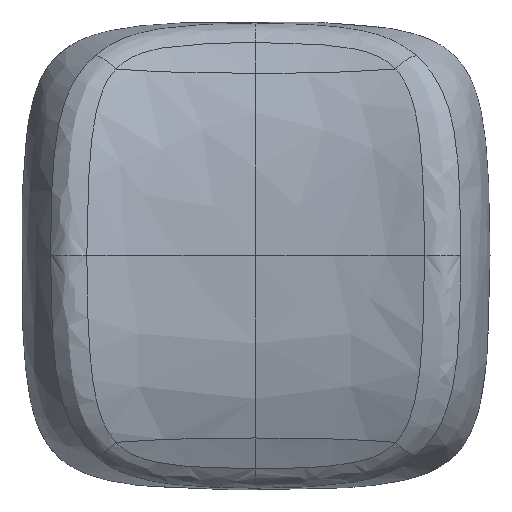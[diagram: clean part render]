
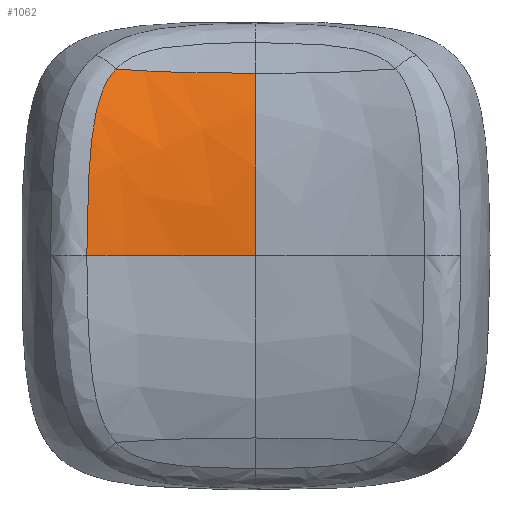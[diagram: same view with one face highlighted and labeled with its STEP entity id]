
A CAD part, top view. The second image highlights one B-rep face of the part: STEP entity #1062.
In plain terms, the highlighted free-form (B-spline) face has degree [3, 3] with [5, 6] control points.
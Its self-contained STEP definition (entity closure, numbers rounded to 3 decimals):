
#15=(
BOUNDED_CURVE()
B_SPLINE_CURVE(5,(#13194,#13195,#13196,#13197,#13198,#13199,#13200,#13201,
#13202),.UNSPECIFIED.,.F.,.F.)
B_SPLINE_CURVE_WITH_KNOTS((6,1,1,1,6),(-1.,-0.8,-0.6,-0.4,
-0.39),.UNSPECIFIED.)
CURVE()
GEOMETRIC_REPRESENTATION_ITEM()
RATIONAL_B_SPLINE_CURVE((1.,1.,1.,1.,1.,1.,1.,1.,1.))
REPRESENTATION_ITEM('')
);
#16=(
BOUNDED_CURVE()
B_SPLINE_CURVE(5,(#13238,#13239,#13240,#13241,#13242,#13243,#13244,#13245,
#13246,#13247),.UNSPECIFIED.,.F.,.F.)
B_SPLINE_CURVE_WITH_KNOTS((6,1,1,1,1,6),(0.176,0.2,0.4,0.6,
0.8,1.),.UNSPECIFIED.)
CURVE()
GEOMETRIC_REPRESENTATION_ITEM()
RATIONAL_B_SPLINE_CURVE((1.,1.,1.,1.,1.,1.,1.,1.,1.,1.))
REPRESENTATION_ITEM('')
);
#46=B_SPLINE_CURVE_WITH_KNOTS('',3,(#12951,#12952,#12953,#12954,#12955,
#12956,#12957),.UNSPECIFIED.,.F.,.F.,(4,1,1,1,4),(0.,0.307,0.511,
0.613,0.715),.UNSPECIFIED.);
#53=B_SPLINE_CURVE_WITH_KNOTS('',3,(#13248,#13249,#13250,#13251,#13252,
#13253),.UNSPECIFIED.,.F.,.F.,(4,1,1,4),(0.,0.429,
0.714,1.),.UNSPECIFIED.);
#73=B_SPLINE_SURFACE_WITH_KNOTS('',3,3,((#13207,#13208,#13209,#13210,#13211,
#13212),(#13213,#13214,#13215,#13216,#13217,#13218),(#13219,#13220,#13221,
#13222,#13223,#13224),(#13225,#13226,#13227,#13228,#13229,#13230),(#13231,
#13232,#13233,#13234,#13235,#13236)),.UNSPECIFIED.,.F.,.F.,.F.,(4,1,4),
(4,1,1,4),(-1.,-0.647,-0.176),(0.,
0.429,0.714,1.),.UNSPECIFIED.);
#181=FACE_OUTER_BOUND('',#253,.T.);
#253=EDGE_LOOP('',(#958,#959,#960,#961));
#518=VERTEX_POINT('',#12904);
#519=VERTEX_POINT('',#12949);
#524=VERTEX_POINT('',#13193);
#525=VERTEX_POINT('',#13237);
#659=EDGE_CURVE('',#518,#519,#46,.T.);
#669=EDGE_CURVE('',#524,#519,#15,.T.);
#671=EDGE_CURVE('',#518,#525,#16,.T.);
#672=EDGE_CURVE('',#525,#524,#53,.T.);
#958=ORIENTED_EDGE('',*,*,#659,.F.);
#959=ORIENTED_EDGE('',*,*,#671,.T.);
#960=ORIENTED_EDGE('',*,*,#672,.T.);
#961=ORIENTED_EDGE('',*,*,#669,.T.);
#1062=ADVANCED_FACE('',(#181),#73,.F.);
#12904=CARTESIAN_POINT('',(-6.484,0.,5.536));
#12949=CARTESIAN_POINT('',(-5.372,7.167,4.215));
#12951=CARTESIAN_POINT('Ctrl Pts',(-6.484,0.,
5.536));
#12952=CARTESIAN_POINT('Ctrl Pts',(-6.484,1.045,5.536));
#12953=CARTESIAN_POINT('Ctrl Pts',(-6.451,2.802,5.487));
#12954=CARTESIAN_POINT('Ctrl Pts',(-6.275,4.973,5.121));
#12955=CARTESIAN_POINT('Ctrl Pts',(-5.927,6.344,4.658));
#12956=CARTESIAN_POINT('Ctrl Pts',(-5.587,6.924,4.363));
#12957=CARTESIAN_POINT('Ctrl Pts',(-5.372,7.167,4.215));
#13193=CARTESIAN_POINT('',(0.,7.,3.801));
#13194=CARTESIAN_POINT('Ctrl Pts',(0.,7.,
3.801));
#13195=CARTESIAN_POINT('Ctrl Pts',(-0.524,7.,
3.801));
#13196=CARTESIAN_POINT('Ctrl Pts',(-1.503,7.004,3.812));
#13197=CARTESIAN_POINT('Ctrl Pts',(-2.767,7.024,3.86));
#13198=CARTESIAN_POINT('Ctrl Pts',(-3.783,7.061,3.952));
#13199=CARTESIAN_POINT('Ctrl Pts',(-4.618,7.11,4.073));
#13200=CARTESIAN_POINT('Ctrl Pts',(-5.118,7.146,4.164));
#13201=CARTESIAN_POINT('Ctrl Pts',(-5.361,7.166,4.213));
#13202=CARTESIAN_POINT('Ctrl Pts',(-5.372,7.167,4.215));
#13207=CARTESIAN_POINT('Ctrl Pts',(0.,0.,
4.8));
#13208=CARTESIAN_POINT('Ctrl Pts',(0.,1.807,
4.8));
#13209=CARTESIAN_POINT('Ctrl Pts',(0.,3.923,
4.642));
#13210=CARTESIAN_POINT('Ctrl Pts',(0.,5.798,
4.227));
#13211=CARTESIAN_POINT('Ctrl Pts',(0.,6.632,
3.949));
#13212=CARTESIAN_POINT('Ctrl Pts',(0.,7.,
3.801));
#13213=CARTESIAN_POINT('Ctrl Pts',(-1.541,0.,
4.8));
#13214=CARTESIAN_POINT('Ctrl Pts',(-1.541,1.807,4.8));
#13215=CARTESIAN_POINT('Ctrl Pts',(-1.541,3.923,4.642));
#13216=CARTESIAN_POINT('Ctrl Pts',(-1.541,5.797,4.227));
#13217=CARTESIAN_POINT('Ctrl Pts',(-1.541,6.632,3.949));
#13218=CARTESIAN_POINT('Ctrl Pts',(-1.541,7.,3.801));
#13219=CARTESIAN_POINT('Ctrl Pts',(-4.249,0.,
4.952));
#13220=CARTESIAN_POINT('Ctrl Pts',(-4.249,1.812,4.952));
#13221=CARTESIAN_POINT('Ctrl Pts',(-4.249,3.942,4.793));
#13222=CARTESIAN_POINT('Ctrl Pts',(-4.249,5.838,4.374));
#13223=CARTESIAN_POINT('Ctrl Pts',(-4.249,6.682,4.092));
#13224=CARTESIAN_POINT('Ctrl Pts',(-4.249,7.057,3.942));
#13225=CARTESIAN_POINT('Ctrl Pts',(-5.747,0.,
5.311));
#13226=CARTESIAN_POINT('Ctrl Pts',(-5.747,1.824,5.311));
#13227=CARTESIAN_POINT('Ctrl Pts',(-5.747,3.986,5.151));
#13228=CARTESIAN_POINT('Ctrl Pts',(-5.747,5.933,4.721));
#13229=CARTESIAN_POINT('Ctrl Pts',(-5.747,6.801,4.431));
#13230=CARTESIAN_POINT('Ctrl Pts',(-5.747,7.191,4.275));
#13231=CARTESIAN_POINT('Ctrl Pts',(-6.484,0.,
5.536));
#13232=CARTESIAN_POINT('Ctrl Pts',(-6.484,1.832,5.537));
#13233=CARTESIAN_POINT('Ctrl Pts',(-6.484,4.015,5.375));
#13234=CARTESIAN_POINT('Ctrl Pts',(-6.484,5.992,4.939));
#13235=CARTESIAN_POINT('Ctrl Pts',(-6.484,6.876,4.644));
#13236=CARTESIAN_POINT('Ctrl Pts',(-6.484,7.275,4.484));
#13237=CARTESIAN_POINT('',(0.,0.,4.8));
#13238=CARTESIAN_POINT('Ctrl Pts',(-6.484,0.,
5.536));
#13239=CARTESIAN_POINT('Ctrl Pts',(-6.462,0.,
5.529));
#13240=CARTESIAN_POINT('Ctrl Pts',(-6.25,0.,
5.465));
#13241=CARTESIAN_POINT('Ctrl Pts',(-5.83,0.,
5.347));
#13242=CARTESIAN_POINT('Ctrl Pts',(-5.151,0.,
5.184));
#13243=CARTESIAN_POINT('Ctrl Pts',(-4.1,0.,
4.995));
#13244=CARTESIAN_POINT('Ctrl Pts',(-2.767,0.,
4.864));
#13245=CARTESIAN_POINT('Ctrl Pts',(-1.503,0.,
4.812));
#13246=CARTESIAN_POINT('Ctrl Pts',(-0.524,0.,
4.8));
#13247=CARTESIAN_POINT('Ctrl Pts',(0.,0.,
4.8));
#13248=CARTESIAN_POINT('Ctrl Pts',(0.,0.,
4.8));
#13249=CARTESIAN_POINT('Ctrl Pts',(0.,1.807,
4.8));
#13250=CARTESIAN_POINT('Ctrl Pts',(0.,3.923,
4.642));
#13251=CARTESIAN_POINT('Ctrl Pts',(0.,5.798,
4.227));
#13252=CARTESIAN_POINT('Ctrl Pts',(0.,6.632,
3.949));
#13253=CARTESIAN_POINT('Ctrl Pts',(0.,7.,
3.801));
